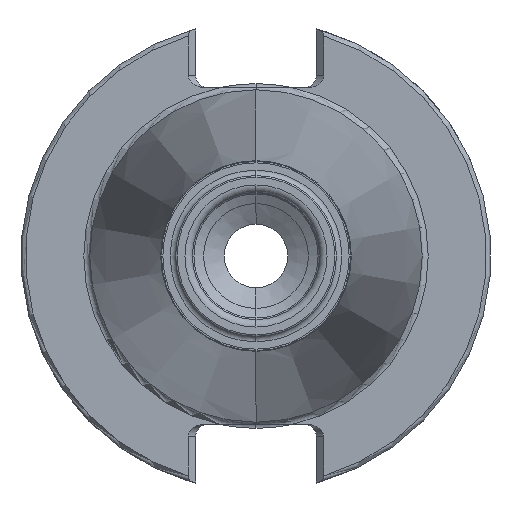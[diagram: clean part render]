
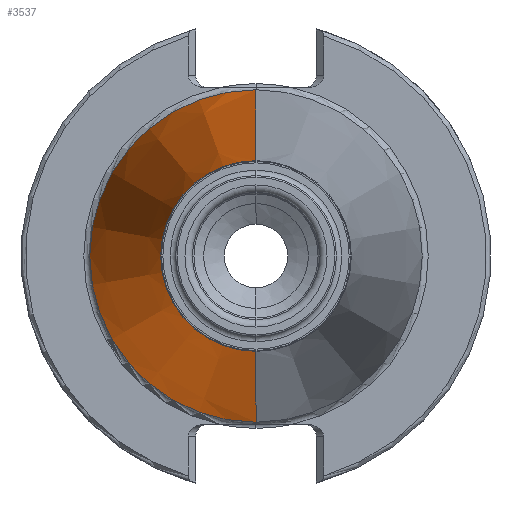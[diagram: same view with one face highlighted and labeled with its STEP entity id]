
A CAD part, left-side view. The second image highlights one B-rep face of the part: STEP entity #3537.
In plain terms, the highlighted conical face has half-angle 8.297 degrees and reference radius 22.225 mm.
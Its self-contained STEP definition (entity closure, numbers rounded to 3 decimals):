
#91 = DIRECTION ( 'NONE',  ( -1., 0., 0. ) ) ;
#111 = DIRECTION ( 'NONE',  ( 1., 0., 0. ) ) ;
#133 = CARTESIAN_POINT ( 'NONE',  ( 0., 0., -22.225 ) ) ;
#205 = DIRECTION ( 'NONE',  ( 0., 0., 1. ) ) ;
#608 = CARTESIAN_POINT ( 'NONE',  ( -64.988, 0., 12.748 ) ) ;
#675 = LINE ( 'NONE', #960, #3053 ) ;
#722 = ORIENTED_EDGE ( 'NONE', *, *, #2564, .F. ) ;
#793 = DIRECTION ( 'NONE',  ( 0., 0., -1. ) ) ;
#831 = ORIENTED_EDGE ( 'NONE', *, *, #3018, .F. ) ;
#960 = CARTESIAN_POINT ( 'NONE',  ( 0., 0., -22.225 ) ) ;
#1121 = VERTEX_POINT ( 'NONE', #1514 ) ;
#1419 = DIRECTION ( 'NONE',  ( 0.99, 0., -0.144 ) ) ;
#1514 = CARTESIAN_POINT ( 'NONE',  ( -64.988, 0., -12.748 ) ) ;
#1678 = CIRCLE ( 'NONE', #3695, 22.225 ) ;
#1833 = CARTESIAN_POINT ( 'NONE',  ( -64.988, 0., 0. ) ) ;
#1952 = CONICAL_SURFACE ( 'NONE', #4115, 22.225, 0.145 ) ;
#2061 = FACE_OUTER_BOUND ( 'NONE', #3700, .T. ) ;
#2097 = CARTESIAN_POINT ( 'NONE',  ( 0., 0., 0. ) ) ;
#2399 = VERTEX_POINT ( 'NONE', #608 ) ;
#2456 = DIRECTION ( 'NONE',  ( 0., 0., 1. ) ) ;
#2520 = ORIENTED_EDGE ( 'NONE', *, *, #3467, .T. ) ;
#2564 = EDGE_CURVE ( 'NONE', #1121, #3141, #675, .T. ) ;
#2771 = CARTESIAN_POINT ( 'NONE',  ( 0., 0., 22.225 ) ) ;
#2792 = EDGE_CURVE ( 'NONE', #2399, #2973, #4053, .T. ) ;
#2818 = CARTESIAN_POINT ( 'NONE',  ( 0., 0., 0. ) ) ;
#2973 = VERTEX_POINT ( 'NONE', #2771 ) ;
#3018 = EDGE_CURVE ( 'NONE', #2399, #1121, #3366, .T. ) ;
#3053 = VECTOR ( 'NONE', #1419, 1000. ) ;
#3141 = VERTEX_POINT ( 'NONE', #133 ) ;
#3366 = CIRCLE ( 'NONE', #4064, 12.748 ) ;
#3467 = EDGE_CURVE ( 'NONE', #2973, #3141, #1678, .T. ) ;
#3537 = ADVANCED_FACE ( 'NONE', ( #2061 ), #1952, .T. ) ;
#3695 = AXIS2_PLACEMENT_3D ( 'NONE', #2097, #91, #2456 ) ;
#3700 = EDGE_LOOP ( 'NONE', ( #831, #4231, #2520, #722 ) ) ;
#3783 = DIRECTION ( 'NONE',  ( 0.99, 0., 0.144 ) ) ;
#3888 = DIRECTION ( 'NONE',  ( -1., 0., 0. ) ) ;
#3942 = VECTOR ( 'NONE', #3783, 1000. ) ;
#4053 = LINE ( 'NONE', #4106, #3942 ) ;
#4064 = AXIS2_PLACEMENT_3D ( 'NONE', #1833, #3888, #205 ) ;
#4106 = CARTESIAN_POINT ( 'NONE',  ( 0., 0., 22.225 ) ) ;
#4115 = AXIS2_PLACEMENT_3D ( 'NONE', #2818, #111, #793 ) ;
#4231 = ORIENTED_EDGE ( 'NONE', *, *, #2792, .T. ) ;
